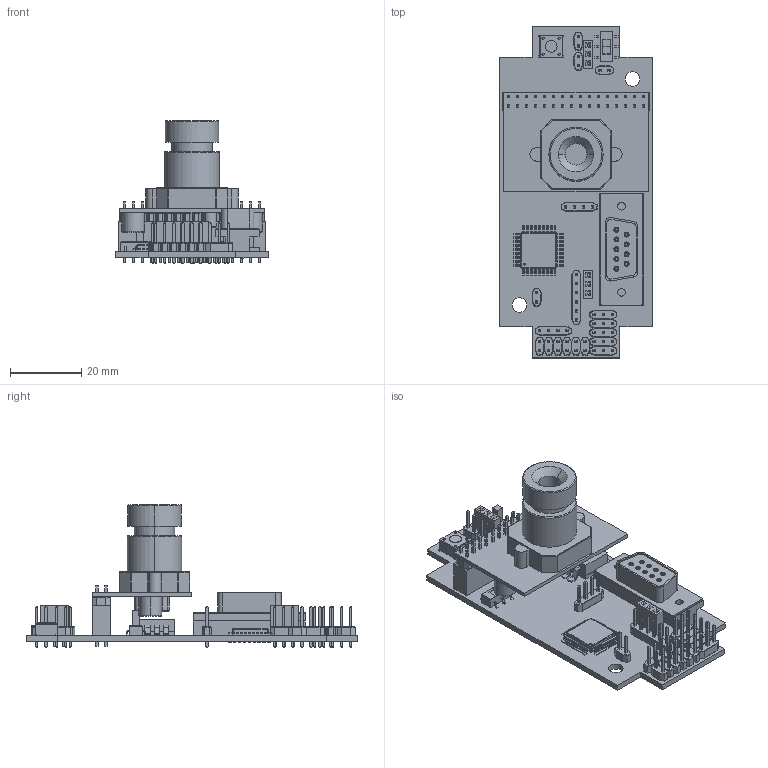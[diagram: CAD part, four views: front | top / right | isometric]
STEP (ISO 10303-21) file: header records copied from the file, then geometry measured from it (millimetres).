
FILE_DESCRIPTION((''),'2;1');
FILE_NAME('CMU Camera.stp','2006-01-04T22:06:27',('Owner'),(''),'Autodesk Inventor (R) 6.0','Autodesk Inventor (R) 6.0','');
FILE_SCHEMA(('AUTOMOTIVE_DESIGN { 1 0 10303 214 1 1 1 1 }'));
Length unit declared in the file: inch
Products named in the file (16): CMU Camera; CMU Camera PCB; 2x16 Header Connector; Lense Module; Lens Module; 2 Pin Connector; PCB PB Switch; 4 Pin Connector; 3 Pin Connector; Voltage Regulator; CMU Camera 9F Dshell; 1x3 Header Connector; 6 Pin Connector; 28 Pin IC; CPU; Slide Switch
Assembly tree (46 placements, depth 3):
  CMU Camera
    CMU Camera PCB
    2x16 Header Connector
    Lense Module
      Lens Module
      2 Pin Connector  x16
    PCB PB Switch
    4 Pin Connector  x2
    2 Pin Connector  x10
    3 Pin Connector  x5
    Voltage Regulator
    CMU Camera 9F Dshell
    1x3 Header Connector  x2
    6 Pin Connector
    28 Pin IC
    CPU
    Slide Switch
Bounding box: 42.93 x 93.22 x 40.01 mm (x, y, z)
Volume: 19912.7 mm3; surface area: 22073 mm2
Topology: 45 solids, 45 shells, 4182 faces, 9784 edges, 6035 vertices
Faces by surface type: plane 3620, cylinder 394, bspline 122, cone 20, sphere 16, torus 10
Entity records: 64303 total; most frequent: CARTESIAN_POINT 11999, ORIENTED_EDGE 10676, DIRECTION 10466, EDGE_CURVE 5338, VECTOR 4422, LINE 4422, VERTEX_POINT 3423, AXIS2_PLACEMENT_3D 3022
